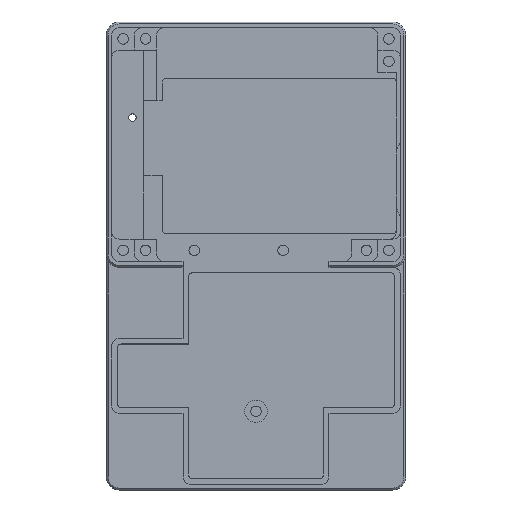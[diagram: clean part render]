
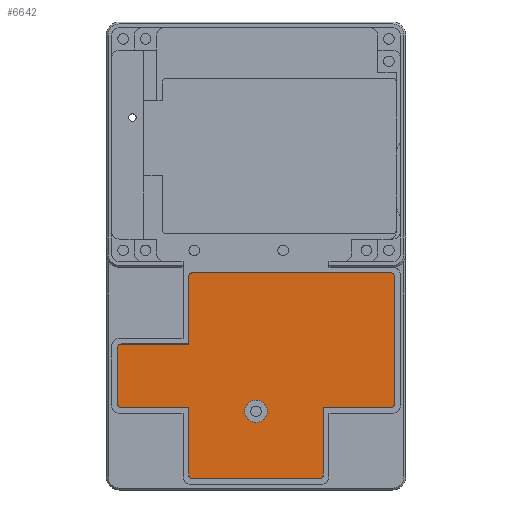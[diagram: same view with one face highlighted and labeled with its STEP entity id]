
A CAD part, top view. The second image highlights one B-rep face of the part: STEP entity #6642.
In plain terms, the highlighted planar face has unit normal (0, 0, 1).
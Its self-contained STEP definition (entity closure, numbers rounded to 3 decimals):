
#4658 = VERTEX_POINT('',#4659);
#4659 = CARTESIAN_POINT('',(4.,-86.,2.5));
#4665 = EDGE_CURVE('',#4658,#4666,#4668,.T.);
#4666 = VERTEX_POINT('',#4667);
#4667 = CARTESIAN_POINT('',(3.,-87.,2.5));
#4668 = CIRCLE('',#4669,1.);
#4669 = AXIS2_PLACEMENT_3D('',#4670,#4671,#4672);
#4670 = CARTESIAN_POINT('',(4.,-87.,2.5));
#4671 = DIRECTION('',(0.,0.,1.));
#4672 = DIRECTION('',(1.,0.,0.));
#4690 = EDGE_CURVE('',#4658,#4691,#4693,.T.);
#4691 = VERTEX_POINT('',#4692);
#4692 = CARTESIAN_POINT('',(22.,-86.,2.5));
#4693 = LINE('',#4694,#4695);
#4694 = CARTESIAN_POINT('',(4.,-86.,2.5));
#4695 = VECTOR('',#4696,1.);
#4696 = DIRECTION('',(1.,0.,0.));
#4714 = VERTEX_POINT('',#4715);
#4715 = CARTESIAN_POINT('',(3.,-102.,2.5));
#4721 = EDGE_CURVE('',#4714,#4666,#4722,.T.);
#4722 = LINE('',#4723,#4724);
#4723 = CARTESIAN_POINT('',(3.,-102.,2.5));
#4724 = VECTOR('',#4725,1.);
#4725 = DIRECTION('',(0.,1.,0.));
#4738 = EDGE_CURVE('',#4691,#4739,#4741,.T.);
#4739 = VERTEX_POINT('',#4740);
#4740 = CARTESIAN_POINT('',(22.,-68.,2.5));
#4741 = LINE('',#4742,#4743);
#4742 = CARTESIAN_POINT('',(22.,-86.,2.5));
#4743 = VECTOR('',#4744,1.);
#4744 = DIRECTION('',(0.,1.,0.));
#4762 = EDGE_CURVE('',#4714,#4763,#4765,.T.);
#4763 = VERTEX_POINT('',#4764);
#4764 = CARTESIAN_POINT('',(4.,-103.,2.5));
#4765 = CIRCLE('',#4766,1.);
#4766 = AXIS2_PLACEMENT_3D('',#4767,#4768,#4769);
#4767 = CARTESIAN_POINT('',(4.,-102.,2.5));
#4768 = DIRECTION('',(0.,0.,1.));
#4769 = DIRECTION('',(1.,0.,0.));
#4787 = VERTEX_POINT('',#4788);
#4788 = CARTESIAN_POINT('',(23.,-67.,2.5));
#4794 = EDGE_CURVE('',#4787,#4739,#4795,.T.);
#4795 = CIRCLE('',#4796,1.);
#4796 = AXIS2_PLACEMENT_3D('',#4797,#4798,#4799);
#4797 = CARTESIAN_POINT('',(23.,-68.,2.5));
#4798 = DIRECTION('',(0.,0.,1.));
#4799 = DIRECTION('',(1.,0.,0.));
#4812 = VERTEX_POINT('',#4813);
#4813 = CARTESIAN_POINT('',(22.,-103.,2.5));
#4819 = EDGE_CURVE('',#4812,#4763,#4820,.T.);
#4820 = LINE('',#4821,#4822);
#4821 = CARTESIAN_POINT('',(22.,-103.,2.5));
#4822 = VECTOR('',#4823,1.);
#4823 = DIRECTION('',(-1.,0.,0.));
#4836 = EDGE_CURVE('',#4787,#4837,#4839,.T.);
#4837 = VERTEX_POINT('',#4838);
#4838 = CARTESIAN_POINT('',(76.,-67.,2.5));
#4839 = LINE('',#4840,#4841);
#4840 = CARTESIAN_POINT('',(23.,-67.,2.5));
#4841 = VECTOR('',#4842,1.);
#4842 = DIRECTION('',(1.,0.,0.));
#4860 = VERTEX_POINT('',#4861);
#4861 = CARTESIAN_POINT('',(22.,-121.,2.5));
#4867 = EDGE_CURVE('',#4860,#4812,#4868,.T.);
#4868 = LINE('',#4869,#4870);
#4869 = CARTESIAN_POINT('',(22.,-121.,2.5));
#4870 = VECTOR('',#4871,1.);
#4871 = DIRECTION('',(0.,1.,0.));
#4884 = VERTEX_POINT('',#4885);
#4885 = CARTESIAN_POINT('',(77.,-68.,2.5));
#4891 = EDGE_CURVE('',#4884,#4837,#4892,.T.);
#4892 = CIRCLE('',#4893,1.);
#4893 = AXIS2_PLACEMENT_3D('',#4894,#4895,#4896);
#4894 = CARTESIAN_POINT('',(76.,-68.,2.5));
#4895 = DIRECTION('',(0.,0.,1.));
#4896 = DIRECTION('',(1.,0.,0.));
#4909 = EDGE_CURVE('',#4860,#4910,#4912,.T.);
#4910 = VERTEX_POINT('',#4911);
#4911 = CARTESIAN_POINT('',(23.,-122.,2.5));
#4912 = CIRCLE('',#4913,1.);
#4913 = AXIS2_PLACEMENT_3D('',#4914,#4915,#4916);
#4914 = CARTESIAN_POINT('',(23.,-121.,2.5));
#4915 = DIRECTION('',(0.,0.,1.));
#4916 = DIRECTION('',(1.,0.,0.));
#4934 = EDGE_CURVE('',#4884,#4935,#4937,.T.);
#4935 = VERTEX_POINT('',#4936);
#4936 = CARTESIAN_POINT('',(77.,-102.,2.5));
#4937 = LINE('',#4938,#4939);
#4938 = CARTESIAN_POINT('',(77.,-68.,2.5));
#4939 = VECTOR('',#4940,1.);
#4940 = DIRECTION('',(0.,-1.,0.));
#4958 = VERTEX_POINT('',#4959);
#4959 = CARTESIAN_POINT('',(57.,-122.,2.5));
#4965 = EDGE_CURVE('',#4958,#4910,#4966,.T.);
#4966 = LINE('',#4967,#4968);
#4967 = CARTESIAN_POINT('',(57.,-122.,2.5));
#4968 = VECTOR('',#4969,1.);
#4969 = DIRECTION('',(-1.,0.,0.));
#4982 = VERTEX_POINT('',#4983);
#4983 = CARTESIAN_POINT('',(76.,-103.,2.5));
#4989 = EDGE_CURVE('',#4982,#4935,#4990,.T.);
#4990 = CIRCLE('',#4991,1.);
#4991 = AXIS2_PLACEMENT_3D('',#4992,#4993,#4994);
#4992 = CARTESIAN_POINT('',(76.,-102.,2.5));
#4993 = DIRECTION('',(0.,0.,1.));
#4994 = DIRECTION('',(1.,0.,0.));
#5007 = EDGE_CURVE('',#4958,#5008,#5010,.T.);
#5008 = VERTEX_POINT('',#5009);
#5009 = CARTESIAN_POINT('',(58.,-121.,2.5));
#5010 = CIRCLE('',#5011,1.);
#5011 = AXIS2_PLACEMENT_3D('',#5012,#5013,#5014);
#5012 = CARTESIAN_POINT('',(57.,-121.,2.5));
#5013 = DIRECTION('',(0.,0.,1.));
#5014 = DIRECTION('',(1.,0.,0.));
#5032 = EDGE_CURVE('',#4982,#5033,#5035,.T.);
#5033 = VERTEX_POINT('',#5034);
#5034 = CARTESIAN_POINT('',(58.,-103.,2.5));
#5035 = LINE('',#5036,#5037);
#5036 = CARTESIAN_POINT('',(76.,-103.,2.5));
#5037 = VECTOR('',#5038,1.);
#5038 = DIRECTION('',(-1.,0.,0.));
#5056 = EDGE_CURVE('',#5033,#5008,#5057,.T.);
#5057 = LINE('',#5058,#5059);
#5058 = CARTESIAN_POINT('',(58.,-103.,2.5));
#5059 = VECTOR('',#5060,1.);
#5060 = DIRECTION('',(0.,-1.,0.));
#6642 = ADVANCED_FACE('',(#6643,#6662),#6673,.T.);
#6643 = FACE_BOUND('',#6644,.F.);
#6644 = EDGE_LOOP('',(#6645,#6646,#6647,#6648,#6649,#6650,#6651,#6652,
    #6653,#6654,#6655,#6656,#6657,#6658,#6659,#6660,#6661));
#6645 = ORIENTED_EDGE('',*,*,#4690,.T.);
#6646 = ORIENTED_EDGE('',*,*,#4738,.T.);
#6647 = ORIENTED_EDGE('',*,*,#4794,.F.);
#6648 = ORIENTED_EDGE('',*,*,#4836,.T.);
#6649 = ORIENTED_EDGE('',*,*,#4891,.F.);
#6650 = ORIENTED_EDGE('',*,*,#4934,.T.);
#6651 = ORIENTED_EDGE('',*,*,#4989,.F.);
#6652 = ORIENTED_EDGE('',*,*,#5032,.T.);
#6653 = ORIENTED_EDGE('',*,*,#5056,.T.);
#6654 = ORIENTED_EDGE('',*,*,#5007,.F.);
#6655 = ORIENTED_EDGE('',*,*,#4965,.T.);
#6656 = ORIENTED_EDGE('',*,*,#4909,.F.);
#6657 = ORIENTED_EDGE('',*,*,#4867,.T.);
#6658 = ORIENTED_EDGE('',*,*,#4819,.T.);
#6659 = ORIENTED_EDGE('',*,*,#4762,.F.);
#6660 = ORIENTED_EDGE('',*,*,#4721,.T.);
#6661 = ORIENTED_EDGE('',*,*,#4665,.F.);
#6662 = FACE_BOUND('',#6663,.F.);
#6663 = EDGE_LOOP('',(#6664));
#6664 = ORIENTED_EDGE('',*,*,#6665,.T.);
#6665 = EDGE_CURVE('',#6666,#6666,#6668,.T.);
#6666 = VERTEX_POINT('',#6667);
#6667 = CARTESIAN_POINT('',(43.,-104.,2.5));
#6668 = CIRCLE('',#6669,3.);
#6669 = AXIS2_PLACEMENT_3D('',#6670,#6671,#6672);
#6670 = CARTESIAN_POINT('',(40.,-104.,2.5));
#6671 = DIRECTION('',(0.,0.,1.));
#6672 = DIRECTION('',(1.,0.,0.));
#6673 = PLANE('',#6674);
#6674 = AXIS2_PLACEMENT_3D('',#6675,#6676,#6677);
#6675 = CARTESIAN_POINT('',(41.365,-93.698,2.5));
#6676 = DIRECTION('',(0.,0.,1.));
#6677 = DIRECTION('',(1.,0.,0.));
